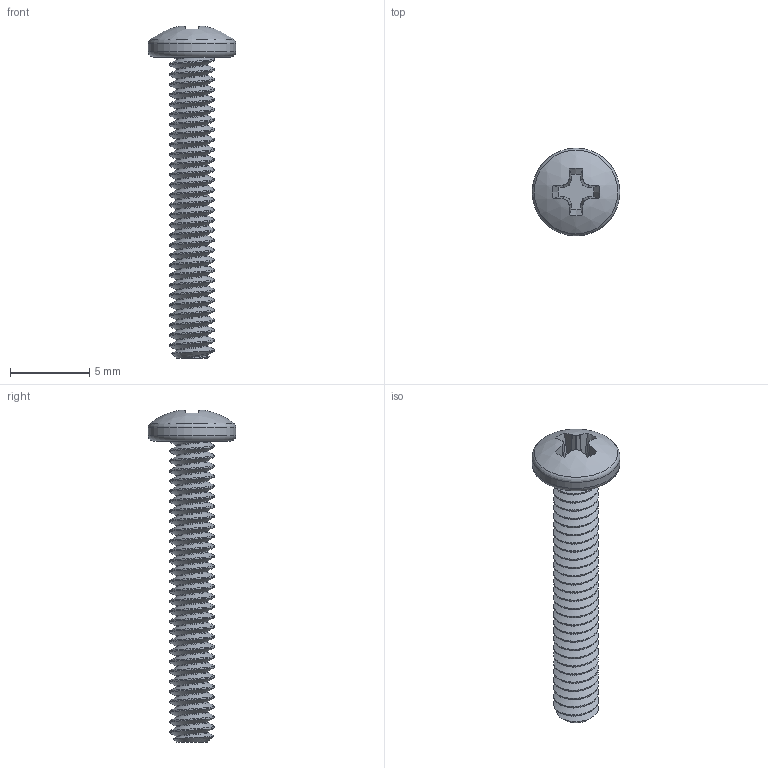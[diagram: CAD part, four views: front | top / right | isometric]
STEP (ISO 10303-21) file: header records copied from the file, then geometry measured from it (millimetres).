
FILE_DESCRIPTION(/* description */ ('STEP AP203'),/* implementation_level */ '2;1');
FILE_NAME(/* name */ '91772A113_18-8 SS PAN HEAD PHILLIPS MACHINE SCREW.stp',/* time_stamp */ '2018-07-31T12:17:22-07:00',/* author */ ('MJ'),/* organization */ ('Microsoft'),/* preprocessor_version */ 'ST-DEVELOPER v16.13',/* originating_system */ 'Autodesk Inventor 2018',/* authorisation */ '');
FILE_SCHEMA (('AUTOMOTIVE_DESIGN { 1 0 10303 214 3 1 1 }'));
Length unit declared in the file: inch
Products named in the file (1): 91772A113_18-8 SS PAN HEAD PHILLIPS MACHINE SCREW
Bounding box: 5.56 x 5.56 x 21.01 mm (x, y, z)
Volume: 121.3 mm3; surface area: 331.2 mm2
Topology: 1 solids, 1 shells, 45 faces, 120 edges, 79 vertices
Faces by surface type: plane 19, cylinder 15, cone 5, bspline 3, torus 2, sphere 1
Full cylindrical faces by diameter (mm): 5.563 x1
Entity records: 6909 total; most frequent: CARTESIAN_POINT 5753, DIRECTION 241, ORIENTED_EDGE 232, EDGE_CURVE 116, AXIS2_PLACEMENT_3D 100, VERTEX_POINT 78, EDGE_LOOP 50, FACE_OUTER_BOUND 45
